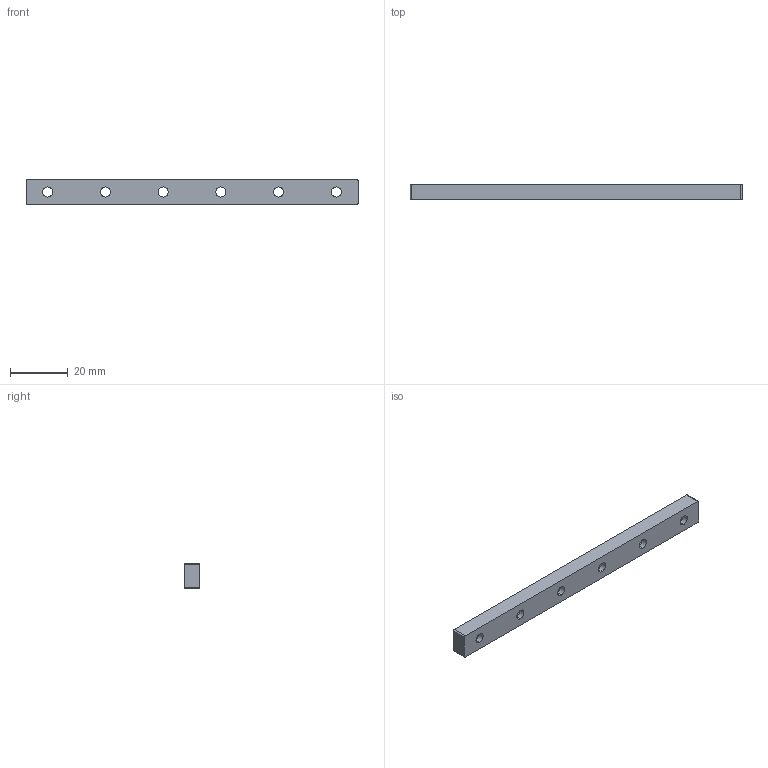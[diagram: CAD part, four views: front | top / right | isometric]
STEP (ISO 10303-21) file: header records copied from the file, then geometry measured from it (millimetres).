
FILE_DESCRIPTION (( 'STEP AP214' ), '1' );
FILE_NAME ('linear rail.STEP', '2018-11-26T11:29:13', ( '' ), ( '' ), 'SwSTEP 2.0', 'SolidWorks 2016', '' );
FILE_SCHEMA (( 'AUTOMOTIVE_DESIGN' ));
Length unit declared in the file: millimetre
Products named in the file (1): linear rail
Bounding box: 115 x 5.5 x 9 mm (x, y, z)
Volume: 4982.1 mm3; surface area: 3841.2 mm2
Topology: 1 solids, 1 shells, 40 faces, 96 edges, 64 vertices
Faces by surface type: cylinder 28, plane 12
Entity records: 1254 total; most frequent: DIRECTION 234, CARTESIAN_POINT 201, ORIENTED_EDGE 192, AXIS2_PLACEMENT_3D 97, EDGE_CURVE 96, VERTEX_POINT 64, EDGE_LOOP 58, CIRCLE 56
